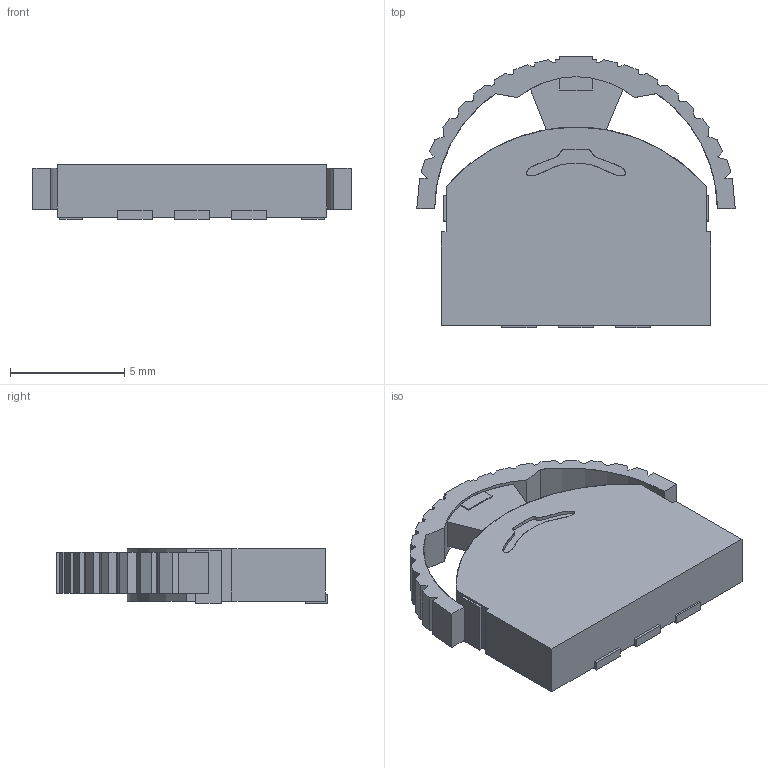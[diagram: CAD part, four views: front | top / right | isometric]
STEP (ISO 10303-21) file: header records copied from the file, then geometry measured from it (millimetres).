
FILE_DESCRIPTION(('FreeCAD Model'),'2;1');
FILE_NAME( 'LEVER8184.step', '2021-03-06T18:17:13',('Author'),(''), 'Open CASCADE STEP processor 7.3','FreeCAD','Unknown');
FILE_SCHEMA(('AUTOMOTIVE_DESIGN { 1 0 10303 214 1 1 1 1 }'));
Length unit declared in the file: millimetre
Products named in the file (1): NAV_SWITCH
Bounding box: 13.96 x 11.92 x 2.4 mm (x, y, z)
Surface area: 399.4 mm2 (no closed solid volume)
Topology: 0 solids, 139 shells, 139 faces, 972 edges, 972 vertices
Faces by surface type: bspline 119, revolution 20
Entity records: 10398 total; most frequent: CARTESIAN_POINT 2937, ORIENTED_EDGE 972, EDGE_CURVE 972, VERTEX_POINT 972, DIRECTION 902, LINE 720, VECTOR 720, B_SPLINE_CURVE_WITH_KNOTS 192
